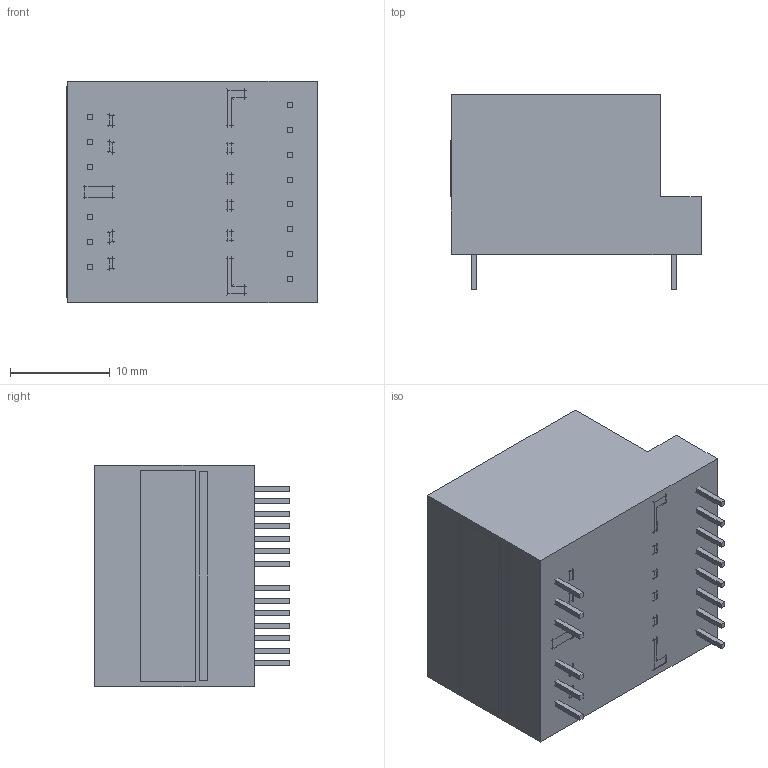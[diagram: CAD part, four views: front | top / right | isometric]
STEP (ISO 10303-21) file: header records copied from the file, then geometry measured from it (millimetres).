
FILE_DESCRIPTION (( 'STEP AP203' ), '1' );
FILE_NAME ('EE20-10-6_5643.STEP', '2014-04-15T18:01:23', ( 'MidcomIT' ), ( 'Midcom' ), 'SwSTEP 2.0', 'SolidWorks 2012', '' );
FILE_SCHEMA (( 'CONFIG_CONTROL_DESIGN' ));
Length unit declared in the file: millimetre
Products named in the file (6): EE20-10-6_5643; 440-9987-2107; 150-2107_6B; 070-5643_coil; 070-5643_6A; 070-5643_INTF
Assembly tree (6 placements, depth 2):
  EE20-10-6_5643
    070-5643_INTF
    070-5643_6A
    070-5643_coil
    150-2107_6B  x2
    440-9987-2107
Bounding box: 25.04 x 19.51 x 22.2 mm (x, y, z)
Surface area: 9043.2 mm2
Topology: 6 solids, 6 shells, 841 faces, 2096 edges, 1203 vertices
Faces by surface type: plane 374, cylinder 311, sphere 86, torus 62, bspline 8
Entity records: 24294 total; most frequent: CARTESIAN_POINT 4385, DIRECTION 4209, ORIENTED_EDGE 3942, EDGE_CURVE 1971, AXIS2_PLACEMENT_3D 1485, LINE 1239, VECTOR 1239, VERTEX_POINT 1167
